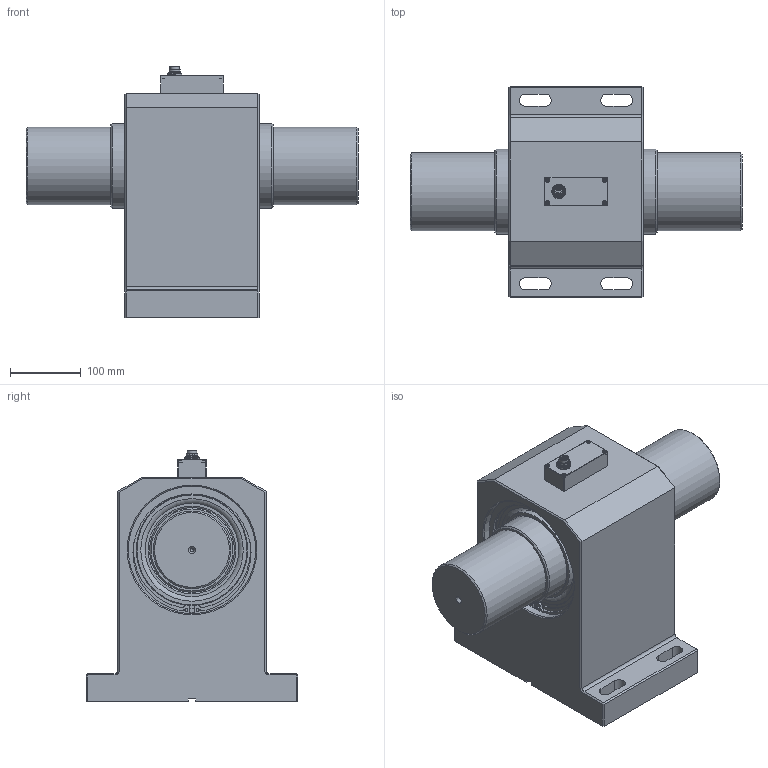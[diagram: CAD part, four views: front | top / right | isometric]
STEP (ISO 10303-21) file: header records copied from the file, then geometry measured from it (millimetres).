
FILE_DESCRIPTION( ( 'Unknown' ), '1' );
FILE_NAME( 'Dr2531-10000_1000-20000_2000Nm.stp', 'Unknown', ( 'Unknown' ), ( 'Unknown' ), 'PSStep 17.0.49', 'Unknown', ' ' );
FILE_SCHEMA( ( 'AUTOMOTIVE_DESIGN { 1 0 10303 214 1 1 1 1 }' ) );
Length unit declared in the file: millimetre
Products named in the file (25): 2531-B06_DOC-00075731; 2389-001_doc-00048287; DIN 625-T1-6024-2Z_120x180x28; 2391-b01_doc-00051903; 2391-001_doc-00051699; Sicherungsring DIN 472-180x4-T1; Sicherungsring DIN 472-180x4-T1-oa0; DIN 625-T1-6024-2Z_120x180x28-oa1; 2247-b05_doc-00045639; 2247-003_doc-00016120; Zylinderschraube DIN 912-M3x25; Zylinderschraube DIN 912-M3x25-oa2; Zylinderschraube DIN 912-M3x25-oa3; Zylinderschraube DIN 912-M3x25-oa4; Assem1; flanschstecker 12-polig serie 723; mutter_09-0323-89-06_DOC-00067592
Assembly tree (24 placements, depth 3):
  Assem1
    flanschstecker 12-polig serie 723
    mutter_09-0323-89-06_DOC-00067592
    2531-B06_DOC-00075731
      2389-001_doc-00048287
      DIN 625-T1-6024-2Z_120x180x28
      DIN 625-T1-6024-2Z_120x180x28
      DIN 625-T1-6024-2Z_120x180x28
      DIN 625-T1-6024-2Z_120x180x28
      DIN 625-T1-6024-2Z_120x180x28
    2391-b01_doc-00051903
      2391-001_doc-00051699
      Sicherungsring DIN 472-180x4-T1
      Sicherungsring DIN 472-180x4-T1-oa0
      DIN 625-T1-6024-2Z_120x180x28-oa1
      DIN 625-T1-6024-2Z_120x180x28-oa1
      DIN 625-T1-6024-2Z_120x180x28-oa1
      DIN 625-T1-6024-2Z_120x180x28-oa1
      DIN 625-T1-6024-2Z_120x180x28-oa1
    2247-b05_doc-00045639
      2247-003_doc-00016120
      Zylinderschraube DIN 912-M3x25
      Zylinderschraube DIN 912-M3x25-oa2
      Zylinderschraube DIN 912-M3x25-oa3
      Zylinderschraube DIN 912-M3x25-oa4
Bounding box: 470 x 300 x 356.2 mm (x, y, z)
Volume: 13570418.7 mm3; surface area: 994281.8 mm2
Topology: 21 solids, 23 shells, 419 faces, 879 edges, 567 vertices
Faces by surface type: plane 216, cylinder 139, cone 44, torus 20
Full cylindrical faces by diameter (mm): 1 x24, 2.387 x4, 2.459 x4, 3 x8, 3.4 x4, 4 x4, 5 x2, 5.5 x4, 6 x4, 12 x1, 13.5 x1, 15 x1, 15.875 x1, 17.188 x1, 17.462 x1, 17.8 x1, 20 x2, 21 x1, 110 x2, 120 x3, 132 x4, 145.2 x4, 157.7 x4, 165.88 x4, 165.98 x4, 166 x4, 180 x3, 180.5 x2, 185 x2
Entity records: 13942 total; most frequent: DIRECTION 1868, CARTESIAN_POINT 1797, ORIENTED_EDGE 1328, AXIS2_PLACEMENT_3D 785, EDGE_LOOP 688, EDGE_CURVE 664, FACE_OUTER_BOUND 535, VERTEX_POINT 530
